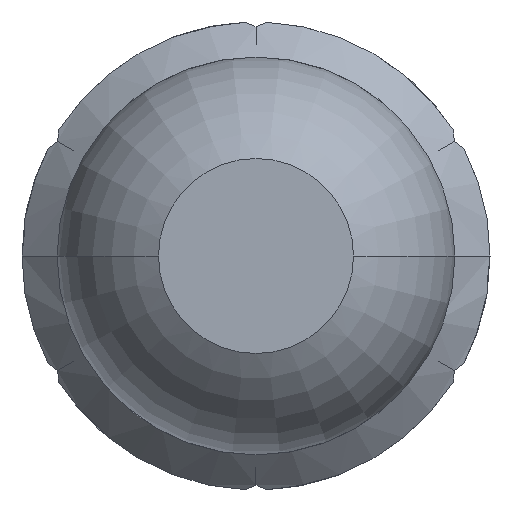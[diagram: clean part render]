
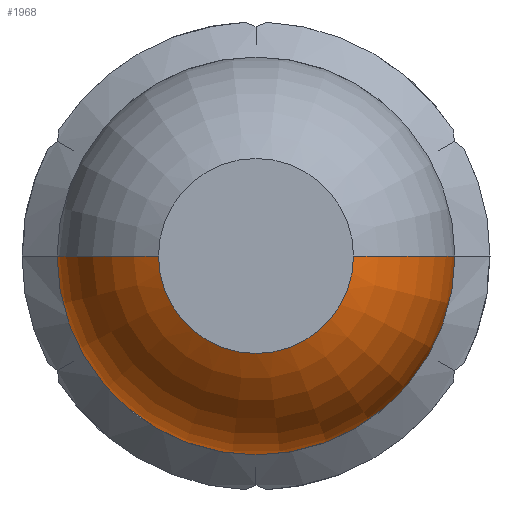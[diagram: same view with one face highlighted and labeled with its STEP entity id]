
A CAD part, front view. The second image highlights one B-rep face of the part: STEP entity #1968.
In plain terms, the highlighted toroidal (fillet/blend) face has major radius 0.01 mm and minor radius 0.5 mm.
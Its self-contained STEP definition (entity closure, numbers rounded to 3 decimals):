
#1 = EDGE_LOOP ( 'NONE', ( #783, #2351, #2503, #797 ) ) ;
#359 = DIRECTION ( 'NONE',  ( -1., 0., 0. ) ) ;
#363 = CARTESIAN_POINT ( 'NONE',  ( 0., -25.4, 0. ) ) ;
#374 = EDGE_CURVE ( 'Defeature ausgef�hrt2_0+Defeature ausgef�hrt2_2+Defeature ausgef�hrt2_2+Defeature ausgef�hrt2_2', #3973, #3356, #1107, .T. ) ;
#393 = DIRECTION ( 'NONE',  ( 1., 0., 0. ) ) ;
#400 = DIRECTION ( 'NONE',  ( 0., 0., -1. ) ) ;
#583 = DIRECTION ( 'NONE',  ( 1., 0., 0. ) ) ;
#620 = DIRECTION ( 'NONE',  ( 0., -1., 0. ) ) ;
#738 = EDGE_CURVE ( 'NONE', #3356, #1056, #2023, .T. ) ;
#783 = ORIENTED_EDGE ( 'NONE', *, *, #374, .T. ) ;
#797 = ORIENTED_EDGE ( 'NONE', *, *, #3494, .F. ) ;
#961 = VERTEX_POINT ( 'NONE', #4372 ) ;
#1056 = VERTEX_POINT ( 'NONE', #1326 ) ;
#1107 = CIRCLE ( 'NONE', #1325, 0.51 ) ;
#1251 = CARTESIAN_POINT ( 'NONE',  ( -0.51, -24.961, 0. ) ) ;
#1325 = AXIS2_PLACEMENT_3D ( 'NONE', #1603, #620, #1945 ) ;
#1326 = CARTESIAN_POINT ( 'NONE',  ( 0.25, -25.4, 0. ) ) ;
#1392 = CIRCLE ( 'NONE', #3553, 0.5 ) ;
#1488 = AXIS2_PLACEMENT_3D ( 'NONE', #1704, #3059, #359 ) ;
#1603 = CARTESIAN_POINT ( 'NONE',  ( 0., -24.961, 0. ) ) ;
#1623 = DIRECTION ( 'NONE',  ( 0., 0., 1. ) ) ;
#1704 = CARTESIAN_POINT ( 'NONE',  ( 0., -24.961, 0. ) ) ;
#1945 = DIRECTION ( 'NONE',  ( -1., 0., 0. ) ) ;
#1968 = ADVANCED_FACE ( 'Defeature ausgef�hrt2_0', ( #2814 ), #3632, .T. ) ;
#2023 = CIRCLE ( 'NONE', #2954, 0.5 ) ;
#2115 = CIRCLE ( 'NONE', #2369, 0.25 ) ;
#2351 = ORIENTED_EDGE ( 'NONE', *, *, #738, .T. ) ;
#2369 = AXIS2_PLACEMENT_3D ( 'NONE', #363, #4176, #393 ) ;
#2503 = ORIENTED_EDGE ( 'NONE', *, *, #3155, .T. ) ;
#2616 = CARTESIAN_POINT ( 'NONE',  ( -0.01, -24.961, 0. ) ) ;
#2814 = FACE_OUTER_BOUND ( 'NONE', #1, .T. ) ;
#2954 = AXIS2_PLACEMENT_3D ( 'NONE', #3181, #400, #4187 ) ;
#3059 = DIRECTION ( 'NONE',  ( 0., -1., 0. ) ) ;
#3155 = EDGE_CURVE ( 'Defeature ausgef�hrt2_0+Defeature ausgef�hrt2_40+Defeature ausgef�hrt2_40+Defeature ausgef�hrt2_40', #1056, #961, #2115, .T. ) ;
#3181 = CARTESIAN_POINT ( 'NONE',  ( 0.01, -24.961, 0. ) ) ;
#3356 = VERTEX_POINT ( 'NONE', #4251 ) ;
#3494 = EDGE_CURVE ( 'NONE', #3973, #961, #1392, .T. ) ;
#3553 = AXIS2_PLACEMENT_3D ( 'NONE', #2616, #1623, #583 ) ;
#3632 = TOROIDAL_SURFACE ( 'NONE', #1488, 0.01, 0.5 ) ;
#3973 = VERTEX_POINT ( 'NONE', #1251 ) ;
#4176 = DIRECTION ( 'NONE',  ( 0., 1., 0. ) ) ;
#4187 = DIRECTION ( 'NONE',  ( -1., 0., 0. ) ) ;
#4251 = CARTESIAN_POINT ( 'NONE',  ( 0.51, -24.961, 0. ) ) ;
#4372 = CARTESIAN_POINT ( 'NONE',  ( -0.25, -25.4, 0. ) ) ;
